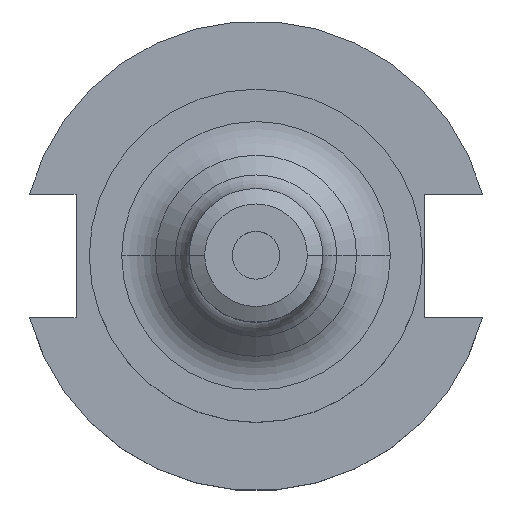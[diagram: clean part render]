
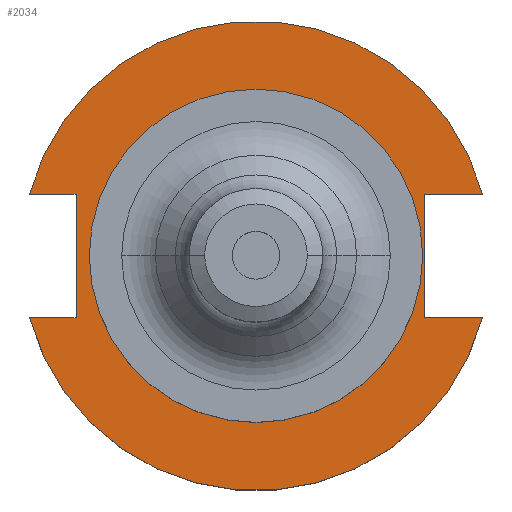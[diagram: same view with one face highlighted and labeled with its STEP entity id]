
A CAD part, top view. The second image highlights one B-rep face of the part: STEP entity #2034.
In plain terms, the highlighted planar face has unit normal (0, 0, 1).
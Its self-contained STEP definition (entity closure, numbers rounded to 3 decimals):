
#12 = ORIENTED_EDGE ( 'NONE', *, *, #1936, .F. ) ;
#121 = EDGE_CURVE ( 'NONE', #1579, #1814, #485, .T. ) ;
#138 = EDGE_CURVE ( 'NONE', #1652, #447, #803, .T. ) ;
#143 = DIRECTION ( 'NONE',  ( 0., 0., 1. ) ) ;
#156 = CARTESIAN_POINT ( 'NONE',  ( 0., 49.212, 19.05 ) ) ;
#159 = VECTOR ( 'NONE', #796, 1000. ) ;
#178 = ORIENTED_EDGE ( 'NONE', *, *, #730, .T. ) ;
#205 = DIRECTION ( 'NONE',  ( -1., 0., 0. ) ) ;
#225 = DIRECTION ( 'NONE',  ( 0., 0., 1. ) ) ;
#250 = DIRECTION ( 'NONE',  ( 1., 0., 0. ) ) ;
#267 = EDGE_CURVE ( 'NONE', #912, #966, #336, .T. ) ;
#306 = CARTESIAN_POINT ( 'NONE',  ( 35.306, 12.954, 19.05 ) ) ;
#336 = LINE ( 'NONE', #1318, #1447 ) ;
#357 = VERTEX_POINT ( 'NONE', #866 ) ;
#433 = CARTESIAN_POINT ( 'NONE',  ( 47.477, -12.954, 19.05 ) ) ;
#444 = FACE_OUTER_BOUND ( 'NONE', #1504, .T. ) ;
#447 = VERTEX_POINT ( 'NONE', #1072 ) ;
#454 = ORIENTED_EDGE ( 'NONE', *, *, #1791, .T. ) ;
#463 = VERTEX_POINT ( 'NONE', #807 ) ;
#467 = CARTESIAN_POINT ( 'NONE',  ( 35.306, 12.954, 19.05 ) ) ;
#485 = LINE ( 'NONE', #1738, #784 ) ;
#605 = CARTESIAN_POINT ( 'NONE',  ( -37.719, -12.954, 19.05 ) ) ;
#624 = CARTESIAN_POINT ( 'NONE',  ( 0., 0., 19.05 ) ) ;
#640 = ORIENTED_EDGE ( 'NONE', *, *, #138, .F. ) ;
#730 = EDGE_CURVE ( 'NONE', #1579, #966, #2026, .T. ) ;
#777 = DIRECTION ( 'NONE',  ( 1., 0., 0. ) ) ;
#784 = VECTOR ( 'NONE', #1609, 1000. ) ;
#796 = DIRECTION ( 'NONE',  ( -1., 0., 0. ) ) ;
#803 = CIRCLE ( 'NONE', #1057, 34.925 ) ;
#806 = AXIS2_PLACEMENT_3D ( 'NONE', #624, #143, #777 ) ;
#807 = CARTESIAN_POINT ( 'NONE',  ( 47.477, 12.954, 19.05 ) ) ;
#819 = CARTESIAN_POINT ( 'NONE',  ( 35.306, -12.954, 19.05 ) ) ;
#821 = CARTESIAN_POINT ( 'NONE',  ( -47.477, -12.954, 19.05 ) ) ;
#843 = ORIENTED_EDGE ( 'NONE', *, *, #121, .F. ) ;
#853 = ORIENTED_EDGE ( 'NONE', *, *, #1479, .F. ) ;
#866 = CARTESIAN_POINT ( 'NONE',  ( -37.719, 12.954, 19.05 ) ) ;
#877 = ORIENTED_EDGE ( 'NONE', *, *, #1760, .F. ) ;
#899 = CARTESIAN_POINT ( 'NONE',  ( 0., 0., 19.05 ) ) ;
#903 = VECTOR ( 'NONE', #1807, 1000. ) ;
#912 = VERTEX_POINT ( 'NONE', #819 ) ;
#929 = DIRECTION ( 'NONE',  ( 0., 0., 1. ) ) ;
#940 = CARTESIAN_POINT ( 'NONE',  ( 34.925, 0., 19.05 ) ) ;
#953 = DIRECTION ( 'NONE',  ( 0., 0., 1. ) ) ;
#966 = VERTEX_POINT ( 'NONE', #433 ) ;
#1013 = LINE ( 'NONE', #467, #159 ) ;
#1025 = ORIENTED_EDGE ( 'NONE', *, *, #267, .F. ) ;
#1035 = DIRECTION ( 'NONE',  ( 0., 0., 1. ) ) ;
#1056 = EDGE_LOOP ( 'NONE', ( #640, #853 ) ) ;
#1057 = AXIS2_PLACEMENT_3D ( 'NONE', #1156, #225, #1646 ) ;
#1058 = CARTESIAN_POINT ( 'NONE',  ( -37.719, 12.954, 19.05 ) ) ;
#1072 = CARTESIAN_POINT ( 'NONE',  ( -34.925, 0., 19.05 ) ) ;
#1077 = CARTESIAN_POINT ( 'NONE',  ( 35.306, 12.954, 19.05 ) ) ;
#1085 = DIRECTION ( 'NONE',  ( 0., -1., 0. ) ) ;
#1090 = DIRECTION ( 'NONE',  ( 1., 0., 0. ) ) ;
#1112 = ORIENTED_EDGE ( 'NONE', *, *, #1438, .F. ) ;
#1156 = CARTESIAN_POINT ( 'NONE',  ( 0., 0., 19.05 ) ) ;
#1159 = VERTEX_POINT ( 'NONE', #1889 ) ;
#1318 = CARTESIAN_POINT ( 'NONE',  ( 35.306, -12.954, 19.05 ) ) ;
#1368 = VECTOR ( 'NONE', #205, 1000. ) ;
#1373 = AXIS2_PLACEMENT_3D ( 'NONE', #156, #953, #1878 ) ;
#1394 = PLANE ( 'NONE',  #1373 ) ;
#1438 = EDGE_CURVE ( 'NONE', #1998, #912, #1451, .T. ) ;
#1447 = VECTOR ( 'NONE', #250, 1000. ) ;
#1451 = LINE ( 'NONE', #306, #1964 ) ;
#1471 = FACE_BOUND ( 'NONE', #1056, .T. ) ;
#1479 = EDGE_CURVE ( 'NONE', #447, #1652, #1522, .T. ) ;
#1481 = LINE ( 'NONE', #1058, #903 ) ;
#1504 = EDGE_LOOP ( 'NONE', ( #178, #1025, #1112, #12, #454, #877, #1603, #843 ) ) ;
#1522 = CIRCLE ( 'NONE', #806, 34.925 ) ;
#1553 = CARTESIAN_POINT ( 'NONE',  ( 0., 0., 19.05 ) ) ;
#1575 = AXIS2_PLACEMENT_3D ( 'NONE', #899, #1035, #1836 ) ;
#1579 = VERTEX_POINT ( 'NONE', #821 ) ;
#1602 = CARTESIAN_POINT ( 'NONE',  ( -63.719, 12.954, 19.05 ) ) ;
#1603 = ORIENTED_EDGE ( 'NONE', *, *, #1865, .F. ) ;
#1609 = DIRECTION ( 'NONE',  ( 1., 0., 0. ) ) ;
#1646 = DIRECTION ( 'NONE',  ( 1., 0., 0. ) ) ;
#1652 = VERTEX_POINT ( 'NONE', #940 ) ;
#1738 = CARTESIAN_POINT ( 'NONE',  ( -63.719, -12.954, 19.05 ) ) ;
#1760 = EDGE_CURVE ( 'NONE', #357, #1159, #2016, .T. ) ;
#1779 = AXIS2_PLACEMENT_3D ( 'NONE', #1553, #929, #1090 ) ;
#1791 = EDGE_CURVE ( 'NONE', #463, #1159, #1824, .T. ) ;
#1807 = DIRECTION ( 'NONE',  ( 0., 1., 0. ) ) ;
#1814 = VERTEX_POINT ( 'NONE', #605 ) ;
#1824 = CIRCLE ( 'NONE', #1575, 49.212 ) ;
#1836 = DIRECTION ( 'NONE',  ( 1., 0., 0. ) ) ;
#1865 = EDGE_CURVE ( 'NONE', #1814, #357, #1481, .T. ) ;
#1878 = DIRECTION ( 'NONE',  ( 1., 0., 0. ) ) ;
#1889 = CARTESIAN_POINT ( 'NONE',  ( -47.477, 12.954, 19.05 ) ) ;
#1936 = EDGE_CURVE ( 'NONE', #463, #1998, #1013, .T. ) ;
#1964 = VECTOR ( 'NONE', #1085, 1000. ) ;
#1998 = VERTEX_POINT ( 'NONE', #1077 ) ;
#2016 = LINE ( 'NONE', #1602, #1368 ) ;
#2026 = CIRCLE ( 'NONE', #1779, 49.212 ) ;
#2034 = ADVANCED_FACE ( 'NONE', ( #1471, #444 ), #1394, .T. ) ;
